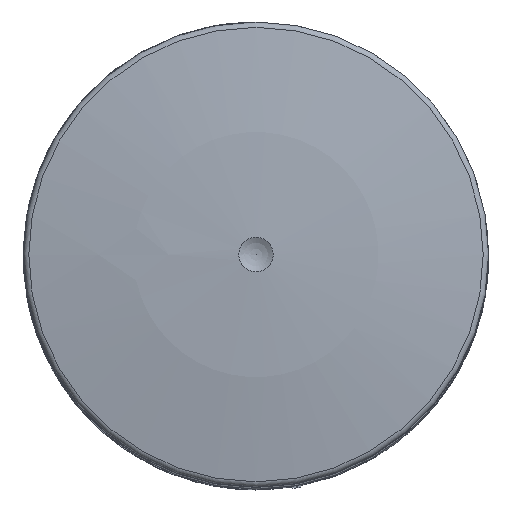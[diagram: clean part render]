
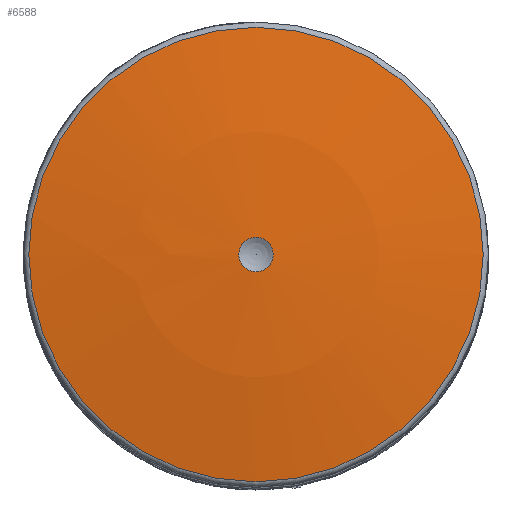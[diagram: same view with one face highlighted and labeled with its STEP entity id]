
A CAD part, top view. The second image highlights one B-rep face of the part: STEP entity #6588.
In plain terms, the highlighted spherical face has radius 220 mm.
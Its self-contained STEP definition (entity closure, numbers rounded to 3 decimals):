
#146=SPHERICAL_SURFACE('',#7292,220.);
#1335=FACE_OUTER_BOUND('',#1742,.T.);
#1742=EDGE_LOOP('',(#5753,#5754,#5755,#5756,#5757,#5758,#5759));
#2015=CIRCLE('',#7151,2.687);
#2016=CIRCLE('',#7152,2.687);
#2109=CIRCLE('',#7288,35.411);
#2110=CIRCLE('',#7289,35.411);
#2112=CIRCLE('',#7291,35.411);
#2113=CIRCLE('',#7293,220.);
#2840=VERTEX_POINT('',#12578);
#2841=VERTEX_POINT('',#12579);
#2956=VERTEX_POINT('',#14287);
#2957=VERTEX_POINT('',#14288);
#2958=VERTEX_POINT('',#14290);
#3679=EDGE_CURVE('',#2840,#2841,#2015,.T.);
#3680=EDGE_CURVE('',#2841,#2840,#2016,.T.);
#3897=EDGE_CURVE('',#2956,#2957,#2109,.T.);
#3898=EDGE_CURVE('',#2957,#2958,#2110,.T.);
#3900=EDGE_CURVE('',#2958,#2956,#2112,.T.);
#3901=EDGE_CURVE('',#2957,#2841,#2113,.T.);
#5753=ORIENTED_EDGE('',*,*,#3897,.F.);
#5754=ORIENTED_EDGE('',*,*,#3900,.F.);
#5755=ORIENTED_EDGE('',*,*,#3898,.F.);
#5756=ORIENTED_EDGE('',*,*,#3901,.T.);
#5757=ORIENTED_EDGE('',*,*,#3680,.T.);
#5758=ORIENTED_EDGE('',*,*,#3679,.T.);
#5759=ORIENTED_EDGE('',*,*,#3901,.F.);
#6588=ADVANCED_FACE('',(#1335),#146,.T.);
#7151=AXIS2_PLACEMENT_3D('',#12580,#8655,#8656);
#7152=AXIS2_PLACEMENT_3D('',#12581,#8657,#8658);
#7288=AXIS2_PLACEMENT_3D('',#14289,#8957,#8958);
#7289=AXIS2_PLACEMENT_3D('',#14291,#8959,#8960);
#7291=AXIS2_PLACEMENT_3D('',#14293,#8963,#8964);
#7292=AXIS2_PLACEMENT_3D('',#14294,#8965,#8966);
#7293=AXIS2_PLACEMENT_3D('',#14295,#8967,#8968);
#8655=DIRECTION('center_axis',(0.,0.,-1.));
#8656=DIRECTION('ref_axis',(0.,-1.,0.));
#8657=DIRECTION('center_axis',(0.,0.,-1.));
#8658=DIRECTION('ref_axis',(0.,-1.,0.));
#8957=DIRECTION('center_axis',(0.,0.,-1.));
#8958=DIRECTION('ref_axis',(0.,1.,0.));
#8959=DIRECTION('center_axis',(0.,0.,-1.));
#8960=DIRECTION('ref_axis',(0.,1.,0.));
#8963=DIRECTION('center_axis',(0.,0.,-1.));
#8964=DIRECTION('ref_axis',(0.,1.,0.));
#8965=DIRECTION('center_axis',(0.,0.,-1.));
#8966=DIRECTION('ref_axis',(1.,0.,0.));
#8967=DIRECTION('center_axis',(0.,1.,0.));
#8968=DIRECTION('ref_axis',(-1.,0.,0.));
#12578=CARTESIAN_POINT('',(0.,-2.687,243.284));
#12579=CARTESIAN_POINT('',(-2.687,0.,243.284));
#12580=CARTESIAN_POINT('Origin',(0.,0.,
243.284));
#12581=CARTESIAN_POINT('Origin',(0.,0.,
243.284));
#14287=CARTESIAN_POINT('',(0.,-35.411,240.431));
#14288=CARTESIAN_POINT('',(-35.411,0.,240.431));
#14289=CARTESIAN_POINT('Origin',(0.,0.,
240.431));
#14290=CARTESIAN_POINT('',(35.411,0.,240.431));
#14291=CARTESIAN_POINT('Origin',(0.,0.,
240.431));
#14293=CARTESIAN_POINT('Origin',(0.,0.,
240.431));
#14294=CARTESIAN_POINT('Origin',(0.,0.,
23.3));
#14295=CARTESIAN_POINT('Origin',(0.,0.,
23.3));
